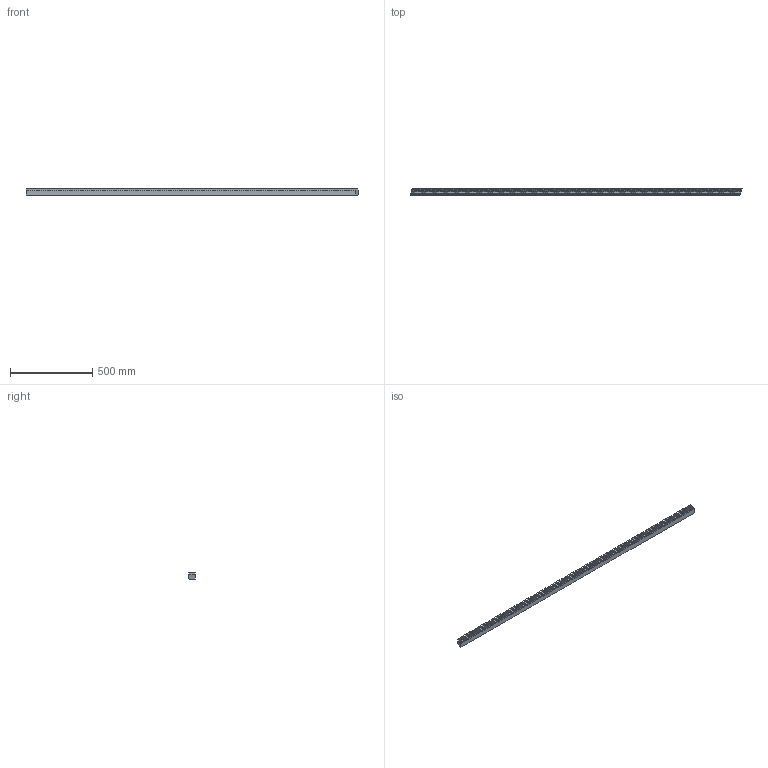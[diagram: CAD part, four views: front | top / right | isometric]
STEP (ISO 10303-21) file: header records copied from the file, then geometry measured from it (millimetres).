
FILE_DESCRIPTION(('STEP AP214'),'1');
FILE_NAME('143-040-320.stp','2017-10-09T08:05:51',('TraceParts'),('TraceParts S.A.'),'Spatial InterOp 3D',' ',' ');
FILE_SCHEMA(('automotive_design'));
Length unit declared in the file: millimetre
Products named in the file (1): 143-040-320
Bounding box: 2013.05 x 39 x 39 mm (x, y, z)
Volume: 2706424 mm3; surface area: 373303.7 mm2
Topology: 1 solids, 1 shells, 607 faces, 1815 edges, 1210 vertices
Faces by surface type: plane 607
Entity records: 24870 total; most frequent: CARTESIAN_POINT 3633, ORIENTED_EDGE 3630, DIRECTION 3031, EDGE_CURVE 1815, LINE 1815, VECTOR 1815, VERTEX_POINT 1210, STYLED_ITEM 608
